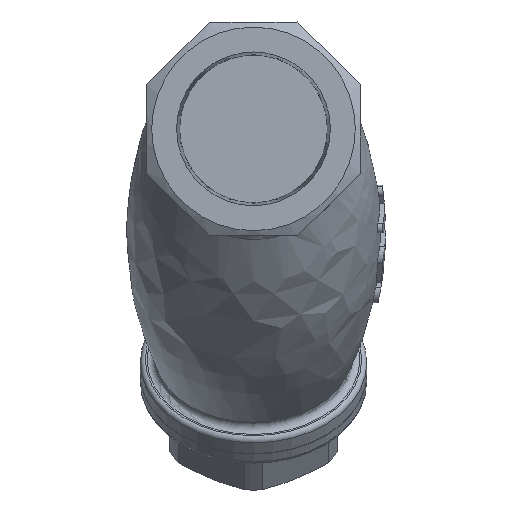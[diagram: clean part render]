
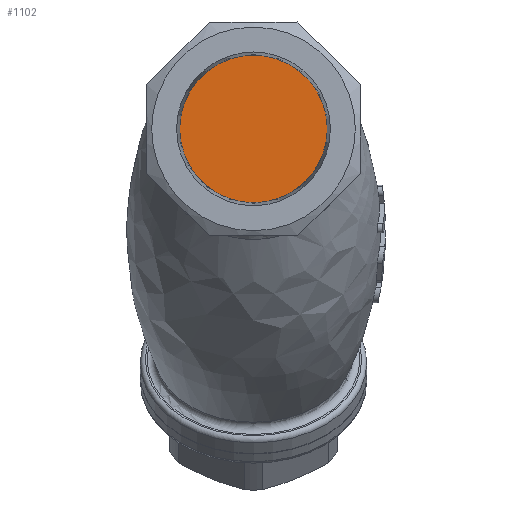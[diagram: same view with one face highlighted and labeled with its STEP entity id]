
A CAD part, left-side view. The second image highlights one B-rep face of the part: STEP entity #1102.
In plain terms, the highlighted planar face has unit normal (-1, 0, 0).
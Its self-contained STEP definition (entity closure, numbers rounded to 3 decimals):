
#1071=CARTESIAN_POINT('',(-29.,0.0,-14.5));
#1072=VERTEX_POINT('',#1071);
#1073=CARTESIAN_POINT('',(-29.,0.0,0.0));
#1074=DIRECTION('',(1.0,0.0,0.0));
#1075=DIRECTION('',(0.0,0.0,-1.0));
#1076=AXIS2_PLACEMENT_3D('',#1073,#1074,#1075);
#1077=CIRCLE('',#1076,14.5);
#1078=EDGE_CURVE('',#1072,#1072,#1077,.T.);
#1094=CARTESIAN_POINT('',(-29.,0.0,0.0));
#1095=DIRECTION('',(1.0,0.0,0.0));
#1096=DIRECTION('',(0.0,0.0,-1.0));
#1097=AXIS2_PLACEMENT_3D('',#1094,#1095,#1096);
#1098=PLANE('',#1097);
#1099=ORIENTED_EDGE('',*,*,#1078,.F.);
#1100=EDGE_LOOP('',(#1099));
#1101=FACE_OUTER_BOUND('',#1100,.T.);
#1102=ADVANCED_FACE('',(#1101),#1098,.F.);
